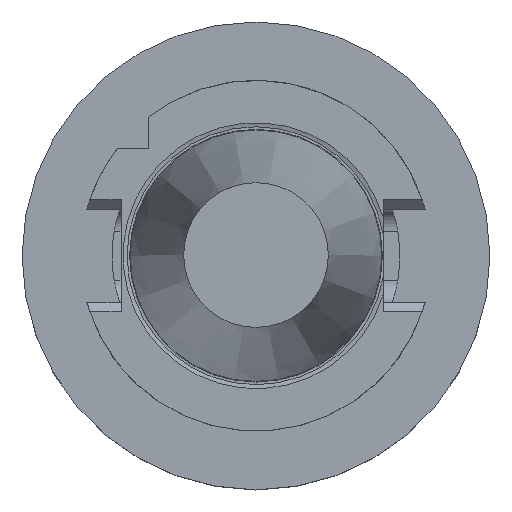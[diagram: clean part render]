
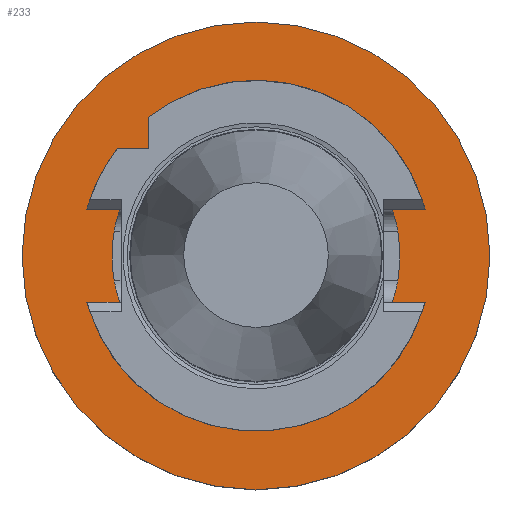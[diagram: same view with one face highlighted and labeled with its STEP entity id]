
A CAD part, top view. The second image highlights one B-rep face of the part: STEP entity #233.
In plain terms, the highlighted planar face has unit normal (0, 0, 1).
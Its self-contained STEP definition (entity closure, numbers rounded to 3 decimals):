
#179=FACE_BOUND('',#382,.T.);
#180=FACE_BOUND('',#383,.T.);
#233=ADVANCED_FACE('',(#179,#180),#267,.F.);
#267=PLANE('',#1218);
#382=EDGE_LOOP('',(#796));
#383=EDGE_LOOP('',(#797));
#796=ORIENTED_EDGE('',*,*,#1053,.F.);
#797=ORIENTED_EDGE('',*,*,#1060,.T.);
#916=VERTEX_POINT('',#1841);
#921=VERTEX_POINT('',#1874);
#1053=EDGE_CURVE('',#916,#916,#1109,.T.);
#1060=EDGE_CURVE('',#921,#921,#1112,.T.);
#1109=CIRCLE('',#1212,65.0);
#1112=CIRCLE('',#1216,40.0);
#1212=AXIS2_PLACEMENT_3D('',#1840,#1492,#1493);
#1216=AXIS2_PLACEMENT_3D('',#1873,#1500,#1501);
#1218=AXIS2_PLACEMENT_3D('',#1876,#1504,#1505);
#1492=DIRECTION('',(0.0,0.0,-1.0));
#1493=DIRECTION('',(-1.0,0.0,0.0));
#1500=DIRECTION('',(0.0,0.0,-1.0));
#1501=DIRECTION('',(-1.0,0.0,0.0));
#1504=DIRECTION('',(0.0,0.0,-1.0));
#1505=DIRECTION('',(-1.0,0.0,0.0));
#1840=CARTESIAN_POINT('',(0.0,0.0,-35.25));
#1841=CARTESIAN_POINT('',(-65.0,0.0,-35.25));
#1873=CARTESIAN_POINT('',(0.0,0.0,-35.25));
#1874=CARTESIAN_POINT('',(-40.0,0.0,-35.25));
#1876=CARTESIAN_POINT('',(0.0,0.0,-35.25));
